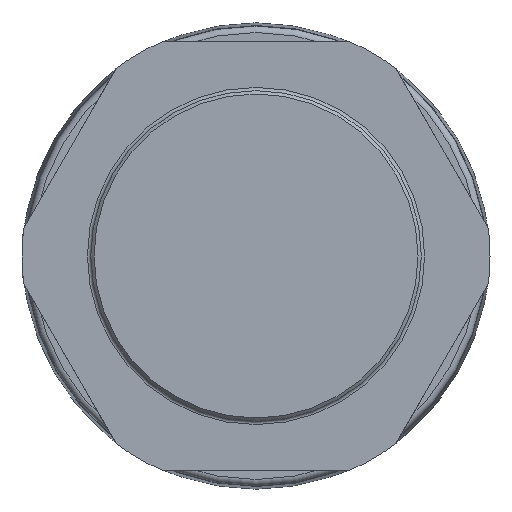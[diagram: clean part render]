
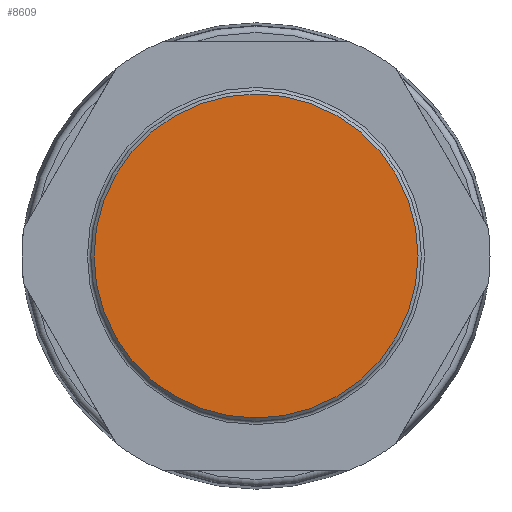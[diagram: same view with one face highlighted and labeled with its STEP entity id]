
A CAD part, left-side view. The second image highlights one B-rep face of the part: STEP entity #8609.
In plain terms, the highlighted planar face has unit normal (-1, 0, 0).
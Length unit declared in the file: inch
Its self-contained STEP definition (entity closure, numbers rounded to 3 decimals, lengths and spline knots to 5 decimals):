
#1435=FACE_OUTER_BOUND('',#1909,.T.);
#1909=EDGE_LOOP('',(#5314));
#2391=CIRCLE('',#9112,0.96457);
#3034=VERTEX_POINT('',#12778);
#3948=EDGE_CURVE('',#3034,#3034,#2391,.T.);
#5314=ORIENTED_EDGE('',*,*,#3948,.F.);
#8046=PLANE('',#9111);
#8609=ADVANCED_FACE('',(#1435),#8046,.T.);
#9111=AXIS2_PLACEMENT_3D('',#12777,#10230,#10231);
#9112=AXIS2_PLACEMENT_3D('',#12779,#10232,#10233);
#10230=DIRECTION('center_axis',(-1.,0.,0.));
#10231=DIRECTION('ref_axis',(0.,1.,0.));
#10232=DIRECTION('center_axis',(1.,0.,0.));
#10233=DIRECTION('ref_axis',(0.,1.,0.));
#12777=CARTESIAN_POINT('Origin',(-1.00197,-0.98425,0.));
#12778=CARTESIAN_POINT('',(-1.00197,-0.96457,0.));
#12779=CARTESIAN_POINT('Origin',(-1.00197,0.,
0.));
